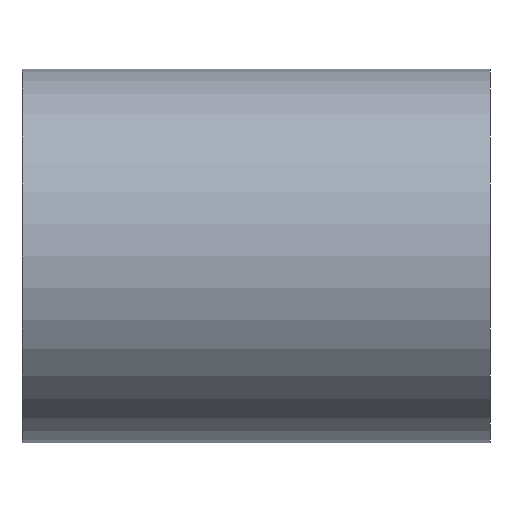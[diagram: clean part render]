
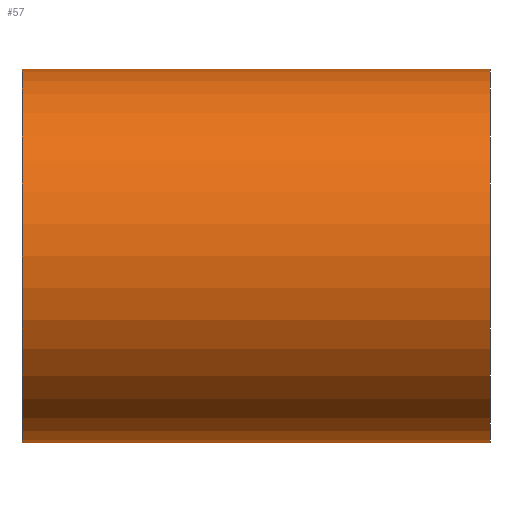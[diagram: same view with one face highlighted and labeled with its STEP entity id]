
A CAD part, front view. The second image highlights one B-rep face of the part: STEP entity #57.
In plain terms, the highlighted cylindrical face has radius 0.798 mm (diameter 1.596 mm), a partial arc.
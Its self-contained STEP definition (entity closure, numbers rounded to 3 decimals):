
#5 = DIRECTION ( 'NONE',  ( 0., 0., -1. ) ) ;
#6 = EDGE_LOOP ( 'NONE', ( #104, #23, #153, #157 ) ) ;
#8 = VERTEX_POINT ( 'NONE', #151 ) ;
#20 = CARTESIAN_POINT ( 'NONE',  ( 2., 0., 0. ) ) ;
#23 = ORIENTED_EDGE ( 'NONE', *, *, #80, .F. ) ;
#26 = AXIS2_PLACEMENT_3D ( 'NONE', #44, #112, #5 ) ;
#30 = CARTESIAN_POINT ( 'NONE',  ( 2., 0., -0.798 ) ) ;
#32 = AXIS2_PLACEMENT_3D ( 'NONE', #56, #67, #108 ) ;
#33 = VERTEX_POINT ( 'NONE', #54 ) ;
#39 = EDGE_CURVE ( 'NONE', #33, #172, #84, .T. ) ;
#44 = CARTESIAN_POINT ( 'NONE',  ( 2., 0., 0. ) ) ;
#52 = CIRCLE ( 'NONE', #32, 0.798 ) ;
#54 = CARTESIAN_POINT ( 'NONE',  ( 2., 0., 0.798 ) ) ;
#56 = CARTESIAN_POINT ( 'NONE',  ( 0., 0., 0. ) ) ;
#57 = ADVANCED_FACE ( 'NONE', ( #66 ), #170, .T. ) ;
#66 = FACE_OUTER_BOUND ( 'NONE', #6, .T. ) ;
#67 = DIRECTION ( 'NONE',  ( 1., 0., 0. ) ) ;
#68 = DIRECTION ( 'NONE',  ( -1., 0., 0. ) ) ;
#79 = CIRCLE ( 'NONE', #26, 0.798 ) ;
#80 = EDGE_CURVE ( 'NONE', #33, #99, #79, .T. ) ;
#81 = CARTESIAN_POINT ( 'NONE',  ( 2., 0., -0.798 ) ) ;
#82 = LINE ( 'NONE', #30, #149 ) ;
#83 = EDGE_CURVE ( 'NONE', #99, #8, #82, .T. ) ;
#84 = LINE ( 'NONE', #167, #128 ) ;
#85 = AXIS2_PLACEMENT_3D ( 'NONE', #20, #68, #142 ) ;
#98 = DIRECTION ( 'NONE',  ( -1., 0., 0. ) ) ;
#99 = VERTEX_POINT ( 'NONE', #81 ) ;
#104 = ORIENTED_EDGE ( 'NONE', *, *, #83, .F. ) ;
#108 = DIRECTION ( 'NONE',  ( 0., 0., -1. ) ) ;
#112 = DIRECTION ( 'NONE',  ( 1., 0., 0. ) ) ;
#128 = VECTOR ( 'NONE', #171, 1000. ) ;
#139 = EDGE_CURVE ( 'NONE', #172, #8, #52, .T. ) ;
#142 = DIRECTION ( 'NONE',  ( 0., 0., 1. ) ) ;
#149 = VECTOR ( 'NONE', #98, 1000. ) ;
#151 = CARTESIAN_POINT ( 'NONE',  ( 0., 0., -0.798 ) ) ;
#152 = CARTESIAN_POINT ( 'NONE',  ( 0., 0., 0.798 ) ) ;
#153 = ORIENTED_EDGE ( 'NONE', *, *, #39, .T. ) ;
#157 = ORIENTED_EDGE ( 'NONE', *, *, #139, .T. ) ;
#167 = CARTESIAN_POINT ( 'NONE',  ( 2., 0., 0.798 ) ) ;
#170 = CYLINDRICAL_SURFACE ( 'NONE', #85, 0.798 ) ;
#171 = DIRECTION ( 'NONE',  ( -1., 0., 0. ) ) ;
#172 = VERTEX_POINT ( 'NONE', #152 ) ;
